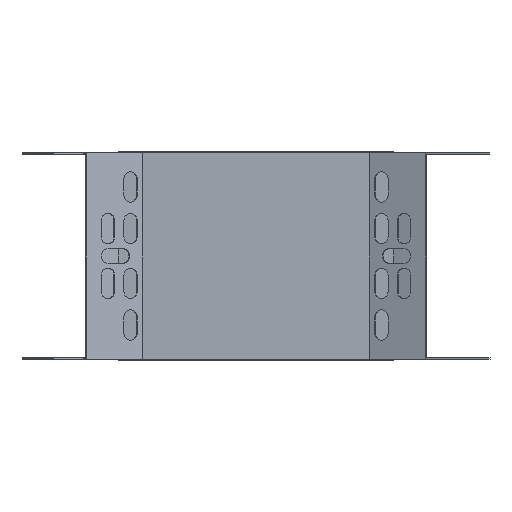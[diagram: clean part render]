
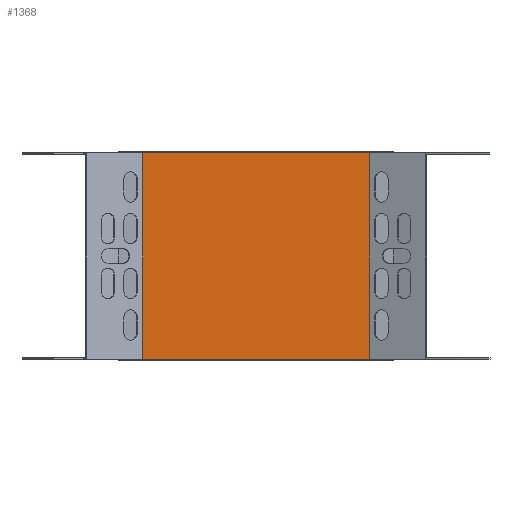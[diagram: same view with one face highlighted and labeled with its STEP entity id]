
A CAD part, front view. The second image highlights one B-rep face of the part: STEP entity #1368.
In plain terms, the highlighted planar face has unit normal (0, -1, 0).
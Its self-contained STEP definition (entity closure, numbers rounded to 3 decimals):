
#72 = VERTEX_POINT ( 'NONE', #2984 ) ;
#225 = VECTOR ( 'NONE', #4293, 1000. ) ;
#295 = LINE ( 'NONE', #4256, #225 ) ;
#546 = DIRECTION ( 'NONE',  ( -1., 0., 0. ) ) ;
#754 = PLANE ( 'NONE',  #1373 ) ;
#927 = CARTESIAN_POINT ( 'NONE',  ( -55.75, -61., -49. ) ) ;
#999 = DIRECTION ( 'NONE',  ( 0., -1., 0. ) ) ;
#1338 = ORIENTED_EDGE ( 'NONE', *, *, #3916, .F. ) ;
#1368 = ADVANCED_FACE ( 'NONE', ( #5496 ), #754, .T. ) ;
#1373 = AXIS2_PLACEMENT_3D ( 'NONE', #927, #999, #546 ) ;
#1412 = ORIENTED_EDGE ( 'NONE', *, *, #3003, .T. ) ;
#1483 = ORIENTED_EDGE ( 'NONE', *, *, #3420, .T. ) ;
#1592 = ORIENTED_EDGE ( 'NONE', *, *, #2294, .T. ) ;
#1776 = DIRECTION ( 'NONE',  ( 0., 0., 1. ) ) ;
#1807 = CARTESIAN_POINT ( 'NONE',  ( -55.75, -61., -49. ) ) ;
#2017 = VECTOR ( 'NONE', #1776, 1000. ) ;
#2122 = LINE ( 'NONE', #1807, #2017 ) ;
#2261 = EDGE_LOOP ( 'NONE', ( #1338, #1412, #1483, #1592 ) ) ;
#2294 = EDGE_CURVE ( 'NONE', #5525, #5645, #295, .T. ) ;
#2984 = CARTESIAN_POINT ( 'NONE',  ( 55.75, -61., -50.8 ) ) ;
#3003 = EDGE_CURVE ( 'NONE', #5513, #72, #4923, .T. ) ;
#3420 = EDGE_CURVE ( 'NONE', #72, #5525, #3770, .T. ) ;
#3730 = VECTOR ( 'NONE', #5240, 1000. ) ;
#3770 = LINE ( 'NONE', #5262, #3730 ) ;
#3916 = EDGE_CURVE ( 'NONE', #5513, #5645, #2122, .T. ) ;
#4256 = CARTESIAN_POINT ( 'NONE',  ( 56.881, -61., 50.8 ) ) ;
#4293 = DIRECTION ( 'NONE',  ( -1., 0., 0. ) ) ;
#4740 = DIRECTION ( 'NONE',  ( 1., 0., 0. ) ) ;
#4808 = CARTESIAN_POINT ( 'NONE',  ( -56.881, -61., -50.8 ) ) ;
#4908 = VECTOR ( 'NONE', #4740, 1000. ) ;
#4923 = LINE ( 'NONE', #4808, #4908 ) ;
#4956 = CARTESIAN_POINT ( 'NONE',  ( -55.75, -61., 50.8 ) ) ;
#5069 = CARTESIAN_POINT ( 'NONE',  ( 55.75, -61., 50.8 ) ) ;
#5171 = CARTESIAN_POINT ( 'NONE',  ( -55.75, -61., -50.8 ) ) ;
#5240 = DIRECTION ( 'NONE',  ( 0., 0., 1. ) ) ;
#5262 = CARTESIAN_POINT ( 'NONE',  ( 55.75, -61., -49. ) ) ;
#5496 = FACE_OUTER_BOUND ( 'NONE', #2261, .T. ) ;
#5513 = VERTEX_POINT ( 'NONE', #5171 ) ;
#5525 = VERTEX_POINT ( 'NONE', #5069 ) ;
#5645 = VERTEX_POINT ( 'NONE', #4956 ) ;
